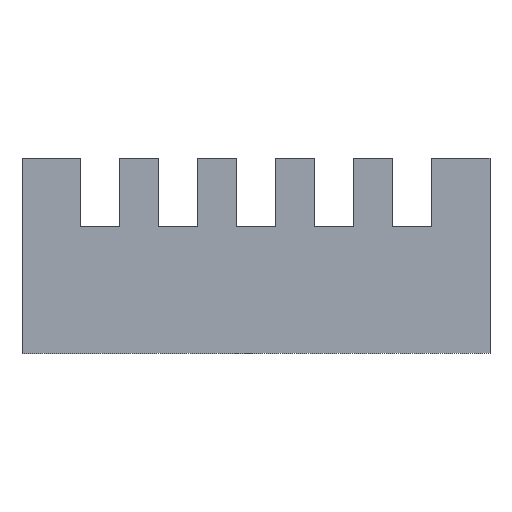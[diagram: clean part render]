
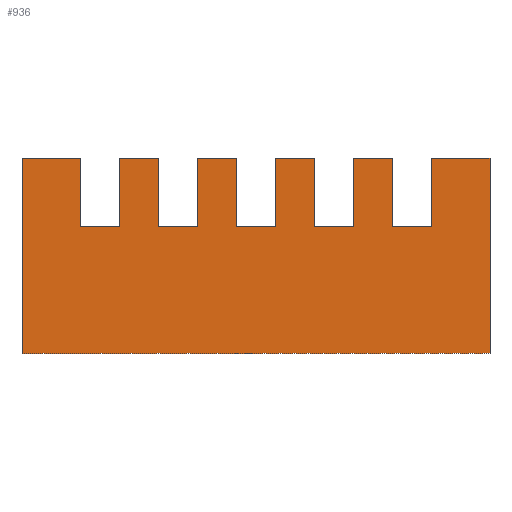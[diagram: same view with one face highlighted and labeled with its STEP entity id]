
A CAD part, front view. The second image highlights one B-rep face of the part: STEP entity #936.
In plain terms, the highlighted planar face has unit normal (0, -1, 0).
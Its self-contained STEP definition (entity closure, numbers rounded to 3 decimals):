
#22 = VERTEX_POINT('',#23);
#23 = CARTESIAN_POINT('',(-6.,-6.5,2.5));
#31 = EDGE_CURVE('',#32,#22,#34,.T.);
#32 = VERTEX_POINT('',#33);
#33 = CARTESIAN_POINT('',(-6.,-6.5,-2.5));
#34 = LINE('',#35,#36);
#35 = CARTESIAN_POINT('',(-6.,-6.5,-2.5));
#36 = VECTOR('',#37,1.);
#37 = DIRECTION('',(0.,0.,1.));
#222 = EDGE_CURVE('',#22,#223,#225,.T.);
#223 = VERTEX_POINT('',#224);
#224 = CARTESIAN_POINT('',(-4.5,-6.5,2.5));
#225 = LINE('',#226,#227);
#226 = CARTESIAN_POINT('',(-6.,-6.5,2.5));
#227 = VECTOR('',#228,1.);
#228 = DIRECTION('',(1.,0.,0.));
#917 = EDGE_CURVE('',#32,#918,#920,.T.);
#918 = VERTEX_POINT('',#919);
#919 = CARTESIAN_POINT('',(6.,-6.5,-2.5));
#920 = LINE('',#921,#922);
#921 = CARTESIAN_POINT('',(-6.,-6.5,-2.5));
#922 = VECTOR('',#923,1.);
#923 = DIRECTION('',(1.,0.,0.));
#936 = ADVANCED_FACE('',(#937),#1108,.F.);
#937 = FACE_BOUND('',#938,.F.);
#938 = EDGE_LOOP('',(#939,#947,#948,#949,#950,#958,#966,#974,#982,#990,
    #998,#1006,#1014,#1022,#1030,#1038,#1046,#1054,#1062,#1070,#1078,
    #1086,#1094,#1102));
#939 = ORIENTED_EDGE('',*,*,#940,.F.);
#940 = EDGE_CURVE('',#918,#941,#943,.T.);
#941 = VERTEX_POINT('',#942);
#942 = CARTESIAN_POINT('',(6.,-6.5,2.5));
#943 = LINE('',#944,#945);
#944 = CARTESIAN_POINT('',(6.,-6.5,-2.5));
#945 = VECTOR('',#946,1.);
#946 = DIRECTION('',(0.,0.,1.));
#947 = ORIENTED_EDGE('',*,*,#917,.F.);
#948 = ORIENTED_EDGE('',*,*,#31,.T.);
#949 = ORIENTED_EDGE('',*,*,#222,.T.);
#950 = ORIENTED_EDGE('',*,*,#951,.T.);
#951 = EDGE_CURVE('',#223,#952,#954,.T.);
#952 = VERTEX_POINT('',#953);
#953 = CARTESIAN_POINT('',(-4.5,-6.5,0.75));
#954 = LINE('',#955,#956);
#955 = CARTESIAN_POINT('',(-4.5,-6.5,-0.875));
#956 = VECTOR('',#957,1.);
#957 = DIRECTION('',(0.,0.,-1.));
#958 = ORIENTED_EDGE('',*,*,#959,.T.);
#959 = EDGE_CURVE('',#952,#960,#962,.T.);
#960 = VERTEX_POINT('',#961);
#961 = CARTESIAN_POINT('',(-3.5,-6.5,0.75));
#962 = LINE('',#963,#964);
#963 = CARTESIAN_POINT('',(-5.25,-6.5,0.75));
#964 = VECTOR('',#965,1.);
#965 = DIRECTION('',(1.,0.,0.));
#966 = ORIENTED_EDGE('',*,*,#967,.F.);
#967 = EDGE_CURVE('',#968,#960,#970,.T.);
#968 = VERTEX_POINT('',#969);
#969 = CARTESIAN_POINT('',(-3.5,-6.5,2.5));
#970 = LINE('',#971,#972);
#971 = CARTESIAN_POINT('',(-3.5,-6.5,-0.875));
#972 = VECTOR('',#973,1.);
#973 = DIRECTION('',(0.,0.,-1.));
#974 = ORIENTED_EDGE('',*,*,#975,.T.);
#975 = EDGE_CURVE('',#968,#976,#978,.T.);
#976 = VERTEX_POINT('',#977);
#977 = CARTESIAN_POINT('',(-2.5,-6.5,2.5));
#978 = LINE('',#979,#980);
#979 = CARTESIAN_POINT('',(-6.,-6.5,2.5));
#980 = VECTOR('',#981,1.);
#981 = DIRECTION('',(1.,0.,0.));
#982 = ORIENTED_EDGE('',*,*,#983,.T.);
#983 = EDGE_CURVE('',#976,#984,#986,.T.);
#984 = VERTEX_POINT('',#985);
#985 = CARTESIAN_POINT('',(-2.5,-6.5,0.75));
#986 = LINE('',#987,#988);
#987 = CARTESIAN_POINT('',(-2.5,-6.5,-0.875));
#988 = VECTOR('',#989,1.);
#989 = DIRECTION('',(0.,0.,-1.));
#990 = ORIENTED_EDGE('',*,*,#991,.T.);
#991 = EDGE_CURVE('',#984,#992,#994,.T.);
#992 = VERTEX_POINT('',#993);
#993 = CARTESIAN_POINT('',(-1.5,-6.5,0.75));
#994 = LINE('',#995,#996);
#995 = CARTESIAN_POINT('',(-4.25,-6.5,0.75));
#996 = VECTOR('',#997,1.);
#997 = DIRECTION('',(1.,0.,0.));
#998 = ORIENTED_EDGE('',*,*,#999,.F.);
#999 = EDGE_CURVE('',#1000,#992,#1002,.T.);
#1000 = VERTEX_POINT('',#1001);
#1001 = CARTESIAN_POINT('',(-1.5,-6.5,2.5));
#1002 = LINE('',#1003,#1004);
#1003 = CARTESIAN_POINT('',(-1.5,-6.5,-0.875));
#1004 = VECTOR('',#1005,1.);
#1005 = DIRECTION('',(0.,0.,-1.));
#1006 = ORIENTED_EDGE('',*,*,#1007,.T.);
#1007 = EDGE_CURVE('',#1000,#1008,#1010,.T.);
#1008 = VERTEX_POINT('',#1009);
#1009 = CARTESIAN_POINT('',(-0.5,-6.5,2.5));
#1010 = LINE('',#1011,#1012);
#1011 = CARTESIAN_POINT('',(-6.,-6.5,2.5));
#1012 = VECTOR('',#1013,1.);
#1013 = DIRECTION('',(1.,0.,0.));
#1014 = ORIENTED_EDGE('',*,*,#1015,.T.);
#1015 = EDGE_CURVE('',#1008,#1016,#1018,.T.);
#1016 = VERTEX_POINT('',#1017);
#1017 = CARTESIAN_POINT('',(-0.5,-6.5,0.75));
#1018 = LINE('',#1019,#1020);
#1019 = CARTESIAN_POINT('',(-0.5,-6.5,-0.875));
#1020 = VECTOR('',#1021,1.);
#1021 = DIRECTION('',(0.,0.,-1.));
#1022 = ORIENTED_EDGE('',*,*,#1023,.T.);
#1023 = EDGE_CURVE('',#1016,#1024,#1026,.T.);
#1024 = VERTEX_POINT('',#1025);
#1025 = CARTESIAN_POINT('',(0.5,-6.5,0.75));
#1026 = LINE('',#1027,#1028);
#1027 = CARTESIAN_POINT('',(-3.25,-6.5,0.75));
#1028 = VECTOR('',#1029,1.);
#1029 = DIRECTION('',(1.,0.,0.));
#1030 = ORIENTED_EDGE('',*,*,#1031,.F.);
#1031 = EDGE_CURVE('',#1032,#1024,#1034,.T.);
#1032 = VERTEX_POINT('',#1033);
#1033 = CARTESIAN_POINT('',(0.5,-6.5,2.5));
#1034 = LINE('',#1035,#1036);
#1035 = CARTESIAN_POINT('',(0.5,-6.5,-0.875));
#1036 = VECTOR('',#1037,1.);
#1037 = DIRECTION('',(0.,0.,-1.));
#1038 = ORIENTED_EDGE('',*,*,#1039,.T.);
#1039 = EDGE_CURVE('',#1032,#1040,#1042,.T.);
#1040 = VERTEX_POINT('',#1041);
#1041 = CARTESIAN_POINT('',(1.5,-6.5,2.5));
#1042 = LINE('',#1043,#1044);
#1043 = CARTESIAN_POINT('',(-6.,-6.5,2.5));
#1044 = VECTOR('',#1045,1.);
#1045 = DIRECTION('',(1.,0.,0.));
#1046 = ORIENTED_EDGE('',*,*,#1047,.T.);
#1047 = EDGE_CURVE('',#1040,#1048,#1050,.T.);
#1048 = VERTEX_POINT('',#1049);
#1049 = CARTESIAN_POINT('',(1.5,-6.5,0.75));
#1050 = LINE('',#1051,#1052);
#1051 = CARTESIAN_POINT('',(1.5,-6.5,-0.875));
#1052 = VECTOR('',#1053,1.);
#1053 = DIRECTION('',(0.,0.,-1.));
#1054 = ORIENTED_EDGE('',*,*,#1055,.T.);
#1055 = EDGE_CURVE('',#1048,#1056,#1058,.T.);
#1056 = VERTEX_POINT('',#1057);
#1057 = CARTESIAN_POINT('',(2.5,-6.5,0.75));
#1058 = LINE('',#1059,#1060);
#1059 = CARTESIAN_POINT('',(-2.25,-6.5,0.75));
#1060 = VECTOR('',#1061,1.);
#1061 = DIRECTION('',(1.,0.,0.));
#1062 = ORIENTED_EDGE('',*,*,#1063,.F.);
#1063 = EDGE_CURVE('',#1064,#1056,#1066,.T.);
#1064 = VERTEX_POINT('',#1065);
#1065 = CARTESIAN_POINT('',(2.5,-6.5,2.5));
#1066 = LINE('',#1067,#1068);
#1067 = CARTESIAN_POINT('',(2.5,-6.5,-0.875));
#1068 = VECTOR('',#1069,1.);
#1069 = DIRECTION('',(0.,0.,-1.));
#1070 = ORIENTED_EDGE('',*,*,#1071,.T.);
#1071 = EDGE_CURVE('',#1064,#1072,#1074,.T.);
#1072 = VERTEX_POINT('',#1073);
#1073 = CARTESIAN_POINT('',(3.5,-6.5,2.5));
#1074 = LINE('',#1075,#1076);
#1075 = CARTESIAN_POINT('',(-6.,-6.5,2.5));
#1076 = VECTOR('',#1077,1.);
#1077 = DIRECTION('',(1.,0.,0.));
#1078 = ORIENTED_EDGE('',*,*,#1079,.T.);
#1079 = EDGE_CURVE('',#1072,#1080,#1082,.T.);
#1080 = VERTEX_POINT('',#1081);
#1081 = CARTESIAN_POINT('',(3.5,-6.5,0.75));
#1082 = LINE('',#1083,#1084);
#1083 = CARTESIAN_POINT('',(3.5,-6.5,-0.875));
#1084 = VECTOR('',#1085,1.);
#1085 = DIRECTION('',(0.,0.,-1.));
#1086 = ORIENTED_EDGE('',*,*,#1087,.T.);
#1087 = EDGE_CURVE('',#1080,#1088,#1090,.T.);
#1088 = VERTEX_POINT('',#1089);
#1089 = CARTESIAN_POINT('',(4.5,-6.5,0.75));
#1090 = LINE('',#1091,#1092);
#1091 = CARTESIAN_POINT('',(-1.25,-6.5,0.75));
#1092 = VECTOR('',#1093,1.);
#1093 = DIRECTION('',(1.,0.,0.));
#1094 = ORIENTED_EDGE('',*,*,#1095,.F.);
#1095 = EDGE_CURVE('',#1096,#1088,#1098,.T.);
#1096 = VERTEX_POINT('',#1097);
#1097 = CARTESIAN_POINT('',(4.5,-6.5,2.5));
#1098 = LINE('',#1099,#1100);
#1099 = CARTESIAN_POINT('',(4.5,-6.5,-0.875));
#1100 = VECTOR('',#1101,1.);
#1101 = DIRECTION('',(0.,0.,-1.));
#1102 = ORIENTED_EDGE('',*,*,#1103,.T.);
#1103 = EDGE_CURVE('',#1096,#941,#1104,.T.);
#1104 = LINE('',#1105,#1106);
#1105 = CARTESIAN_POINT('',(-6.,-6.5,2.5));
#1106 = VECTOR('',#1107,1.);
#1107 = DIRECTION('',(1.,0.,0.));
#1108 = PLANE('',#1109);
#1109 = AXIS2_PLACEMENT_3D('',#1110,#1111,#1112);
#1110 = CARTESIAN_POINT('',(-6.,-6.5,-2.5));
#1111 = DIRECTION('',(0.,1.,0.));
#1112 = DIRECTION('',(0.,0.,1.));
